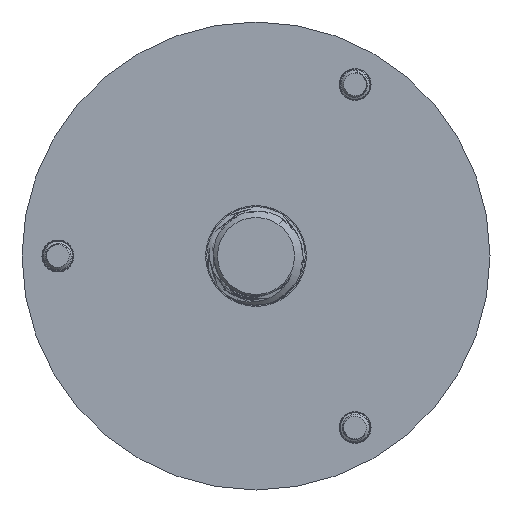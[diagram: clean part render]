
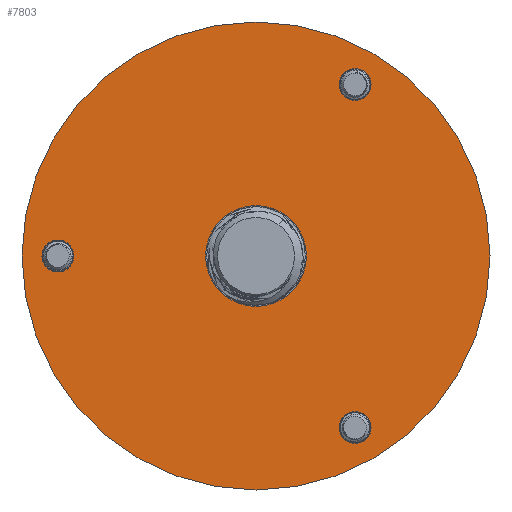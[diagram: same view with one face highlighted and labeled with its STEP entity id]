
A CAD part, front view. The second image highlights one B-rep face of the part: STEP entity #7803.
In plain terms, the highlighted planar face has unit normal (0, -1, 0).
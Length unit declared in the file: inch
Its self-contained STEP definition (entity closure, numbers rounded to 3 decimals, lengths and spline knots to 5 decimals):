
#474 = CARTESIAN_POINT ( 'NONE',  ( 0., 0., -1.4855 ) ) ;
#671 = ORIENTED_EDGE ( 'NONE', *, *, #17221, .T. ) ;
#678 = VERTEX_POINT ( 'NONE', #24585 ) ;
#820 = FACE_BOUND ( 'NONE', #9526, .T. ) ;
#855 = VERTEX_POINT ( 'NONE', #18553 ) ;
#1093 = CARTESIAN_POINT ( 'NONE',  ( 0., 0., 0. ) ) ;
#1148 = AXIS2_PLACEMENT_3D ( 'NONE', #15843, #3000, #13296 ) ;
#1232 = DIRECTION ( 'NONE',  ( 0., 1., 0. ) ) ;
#1318 = CIRCLE ( 'NONE', #11155, 1.4855 ) ;
#1375 = FACE_OUTER_BOUND ( 'NONE', #22940, .T. ) ;
#1440 = ORIENTED_EDGE ( 'NONE', *, *, #15422, .T. ) ;
#1793 = EDGE_CURVE ( 'NONE', #26958, #855, #11816, .T. ) ;
#2132 = ORIENTED_EDGE ( 'NONE', *, *, #22428, .T. ) ;
#2142 = EDGE_LOOP ( 'NONE', ( #23075, #17032 ) ) ;
#2438 = AXIS2_PLACEMENT_3D ( 'NONE', #9622, #20834, #5672 ) ;
#2871 = CARTESIAN_POINT ( 'NONE',  ( 0., 0., 0. ) ) ;
#3000 = DIRECTION ( 'NONE',  ( 0., 1., 0. ) ) ;
#3087 = ORIENTED_EDGE ( 'NONE', *, *, #24687, .T. ) ;
#3650 = CIRCLE ( 'NONE', #19429, 0.1015 ) ;
#3778 = AXIS2_PLACEMENT_3D ( 'NONE', #2871, #15299, #17550 ) ;
#4454 = ORIENTED_EDGE ( 'NONE', *, *, #19501, .T. ) ;
#5220 = CARTESIAN_POINT ( 'NONE',  ( 0., 0., 0. ) ) ;
#5502 = DIRECTION ( 'NONE',  ( 0., 0., 1. ) ) ;
#5588 = CARTESIAN_POINT ( 'NONE',  ( 0., 0., 0.32 ) ) ;
#5632 = VERTEX_POINT ( 'NONE', #474 ) ;
#5672 = DIRECTION ( 'NONE',  ( 0., 0., 1. ) ) ;
#6024 = DIRECTION ( 'NONE',  ( 0., 1., 0. ) ) ;
#6323 = CIRCLE ( 'NONE', #9029, 0.1015 ) ;
#6421 = VERTEX_POINT ( 'NONE', #12180 ) ;
#7252 = FACE_BOUND ( 'NONE', #12440, .T. ) ;
#7660 = CARTESIAN_POINT ( 'NONE',  ( -1.2575, 0., 0.1015 ) ) ;
#7800 = DIRECTION ( 'NONE',  ( 0., 1., 0. ) ) ;
#7803 = ADVANCED_FACE ( 'NONE', ( #13641, #20148, #7252, #820, #1375 ), #22804, .F. ) ;
#7964 = CARTESIAN_POINT ( 'NONE',  ( 0.62875, 0., -1.08903 ) ) ;
#9029 = AXIS2_PLACEMENT_3D ( 'NONE', #13933, #1232, #18442 ) ;
#9526 = EDGE_LOOP ( 'NONE', ( #13077, #671 ) ) ;
#9569 = VERTEX_POINT ( 'NONE', #13982 ) ;
#9622 = CARTESIAN_POINT ( 'NONE',  ( -1.2575, 0., 0. ) ) ;
#9659 = DIRECTION ( 'NONE',  ( 0., 0., 1. ) ) ;
#10067 = CARTESIAN_POINT ( 'NONE',  ( 0., 0., 0. ) ) ;
#10219 = CARTESIAN_POINT ( 'NONE',  ( 0., 0., -0.32 ) ) ;
#10265 = DIRECTION ( 'NONE',  ( 0., 0., 1. ) ) ;
#10494 = VERTEX_POINT ( 'NONE', #24420 ) ;
#10499 = CIRCLE ( 'NONE', #24049, 0.1015 ) ;
#10943 = ORIENTED_EDGE ( 'NONE', *, *, #13386, .F. ) ;
#11155 = AXIS2_PLACEMENT_3D ( 'NONE', #21048, #6024, #10265 ) ;
#11304 = CARTESIAN_POINT ( 'NONE',  ( 0., 0., 1.4855 ) ) ;
#11461 = CIRCLE ( 'NONE', #1148, 0.1015 ) ;
#11816 = CIRCLE ( 'NONE', #2438, 0.1015 ) ;
#11919 = DIRECTION ( 'NONE',  ( 0., 0., 1. ) ) ;
#11950 = AXIS2_PLACEMENT_3D ( 'NONE', #10067, #7800, #18720 ) ;
#12180 = CARTESIAN_POINT ( 'NONE',  ( 0.62875, 0., 0.98753 ) ) ;
#12440 = EDGE_LOOP ( 'NONE', ( #3087, #4454 ) ) ;
#13077 = ORIENTED_EDGE ( 'NONE', *, *, #1793, .T. ) ;
#13296 = DIRECTION ( 'NONE',  ( 0., 0., 1. ) ) ;
#13386 = EDGE_CURVE ( 'NONE', #24365, #5632, #1318, .T. ) ;
#13641 = FACE_BOUND ( 'NONE', #2142, .T. ) ;
#13933 = CARTESIAN_POINT ( 'NONE',  ( -1.2575, 0., 0. ) ) ;
#13982 = CARTESIAN_POINT ( 'NONE',  ( 0.62875, 0., 1.19053 ) ) ;
#15299 = DIRECTION ( 'NONE',  ( 0., 1., 0. ) ) ;
#15422 = EDGE_CURVE ( 'NONE', #10494, #678, #3650, .T. ) ;
#15564 = CARTESIAN_POINT ( 'NONE',  ( 0.62875, 0., 1.08903 ) ) ;
#15843 = CARTESIAN_POINT ( 'NONE',  ( 0.62875, 0., 1.08903 ) ) ;
#16269 = EDGE_LOOP ( 'NONE', ( #1440, #2132 ) ) ;
#16562 = DIRECTION ( 'NONE',  ( 0., 1., 0. ) ) ;
#17032 = ORIENTED_EDGE ( 'NONE', *, *, #19575, .T. ) ;
#17221 = EDGE_CURVE ( 'NONE', #855, #26958, #6323, .T. ) ;
#17312 = CARTESIAN_POINT ( 'NONE',  ( 0.62875, 0., -1.08903 ) ) ;
#17550 = DIRECTION ( 'NONE',  ( 0., 0., 1. ) ) ;
#18162 = DIRECTION ( 'NONE',  ( 0., 1., 0. ) ) ;
#18442 = DIRECTION ( 'NONE',  ( 0., 0., 1. ) ) ;
#18483 = ORIENTED_EDGE ( 'NONE', *, *, #20720, .F. ) ;
#18553 = CARTESIAN_POINT ( 'NONE',  ( -1.2575, 0., -0.1015 ) ) ;
#18720 = DIRECTION ( 'NONE',  ( 0., 0., 1. ) ) ;
#19429 = AXIS2_PLACEMENT_3D ( 'NONE', #7964, #24642, #11919 ) ;
#19501 = EDGE_CURVE ( 'NONE', #6421, #9569, #22263, .T. ) ;
#19575 = EDGE_CURVE ( 'NONE', #22681, #21152, #27693, .T. ) ;
#19820 = DIRECTION ( 'NONE',  ( 0., 0., 1. ) ) ;
#20148 = FACE_BOUND ( 'NONE', #16269, .T. ) ;
#20453 = CIRCLE ( 'NONE', #3778, 0.32 ) ;
#20720 = EDGE_CURVE ( 'NONE', #5632, #24365, #24141, .T. ) ;
#20834 = DIRECTION ( 'NONE',  ( 0., 1., 0. ) ) ;
#21048 = CARTESIAN_POINT ( 'NONE',  ( 0., 0., 0. ) ) ;
#21152 = VERTEX_POINT ( 'NONE', #5588 ) ;
#21440 = AXIS2_PLACEMENT_3D ( 'NONE', #1093, #18162, #9659 ) ;
#21683 = DIRECTION ( 'NONE',  ( 0., 0., 1. ) ) ;
#21816 = AXIS2_PLACEMENT_3D ( 'NONE', #5220, #16562, #5502 ) ;
#21909 = DIRECTION ( 'NONE',  ( 0., 1., 0. ) ) ;
#21916 = EDGE_CURVE ( 'NONE', #21152, #22681, #20453, .T. ) ;
#22263 = CIRCLE ( 'NONE', #26329, 0.1015 ) ;
#22428 = EDGE_CURVE ( 'NONE', #678, #10494, #10499, .T. ) ;
#22681 = VERTEX_POINT ( 'NONE', #10219 ) ;
#22804 = PLANE ( 'NONE',  #21440 ) ;
#22940 = EDGE_LOOP ( 'NONE', ( #18483, #10943 ) ) ;
#23075 = ORIENTED_EDGE ( 'NONE', *, *, #21916, .T. ) ;
#23526 = DIRECTION ( 'NONE',  ( 0., 1., 0. ) ) ;
#24049 = AXIS2_PLACEMENT_3D ( 'NONE', #17312, #23526, #21683 ) ;
#24141 = CIRCLE ( 'NONE', #11950, 1.4855 ) ;
#24365 = VERTEX_POINT ( 'NONE', #11304 ) ;
#24420 = CARTESIAN_POINT ( 'NONE',  ( 0.62875, 0., -0.98753 ) ) ;
#24585 = CARTESIAN_POINT ( 'NONE',  ( 0.62875, 0., -1.19053 ) ) ;
#24642 = DIRECTION ( 'NONE',  ( 0., 1., 0. ) ) ;
#24687 = EDGE_CURVE ( 'NONE', #9569, #6421, #11461, .T. ) ;
#26329 = AXIS2_PLACEMENT_3D ( 'NONE', #15564, #21909, #19820 ) ;
#26958 = VERTEX_POINT ( 'NONE', #7660 ) ;
#27693 = CIRCLE ( 'NONE', #21816, 0.32 ) ;
